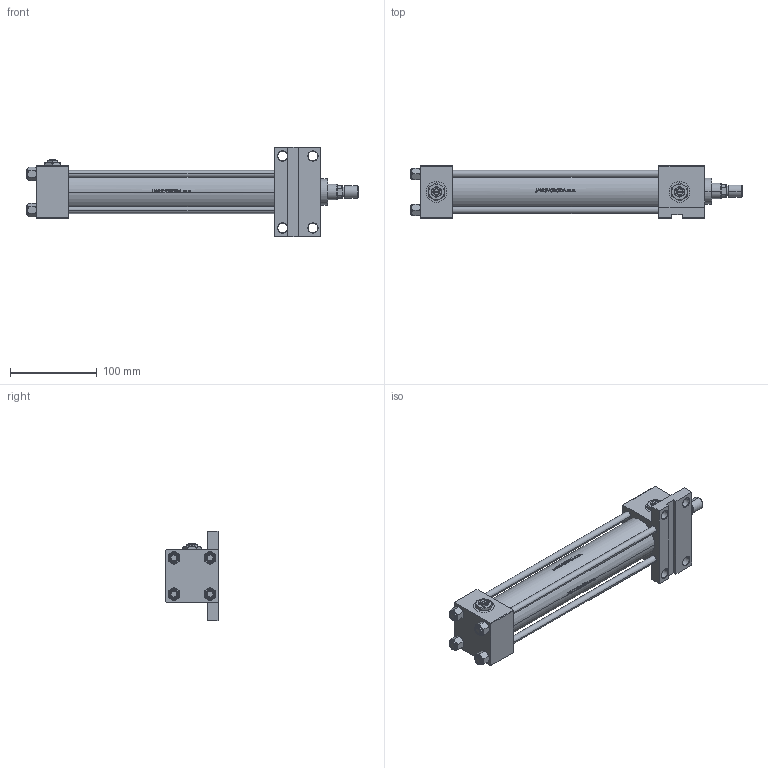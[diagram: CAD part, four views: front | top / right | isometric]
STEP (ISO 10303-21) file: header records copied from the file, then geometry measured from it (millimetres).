
FILE_DESCRIPTION (( 'STEP AP203' ), '1' );
FILE_NAME ('e203.STEP', '2023-01-17T17:59:11', ( '' ), ( '' ), 'SwSTEP 2.0', 'SolidWorks 2019', '' );
FILE_SCHEMA (( 'CONFIG_CONTROL_DESIGN' ));
Length unit declared in the file: millimetre
Products named in the file (8): V215CR_F_TYCINKA 3042c71939dad688cadcf9f5687eda0a; e203; NUT_M5_F 3042c71939dad688cadcf9f5687eda0a; Zatka_pro_OIL_PORT 3042c71939dad688cadcf9f5687eda0a; ROD_END_AH 3042c71939dad688cadcf9f5687eda0a; V215_VC_A 3042c71939dad688cadcf9f5687eda0a; V215CR_VCP_F 3042c71939dad688cadcf9f5687eda0a; V215CR_F_Body 3042c71939dad688cadcf9f5687eda0a
Assembly tree (14 placements, depth 2):
  e203
    V215CR_F_Body 3042c71939dad688cadcf9f5687eda0a
    V215CR_VCP_F 3042c71939dad688cadcf9f5687eda0a
    V215CR_F_TYCINKA 3042c71939dad688cadcf9f5687eda0a  x4
    NUT_M5_F 3042c71939dad688cadcf9f5687eda0a  x4
    V215_VC_A 3042c71939dad688cadcf9f5687eda0a
    ROD_END_AH 3042c71939dad688cadcf9f5687eda0a
    Zatka_pro_OIL_PORT 3042c71939dad688cadcf9f5687eda0a  x2
Bounding box: 383 x 60 x 103 mm (x, y, z)
Volume: 577912.8 mm3; surface area: 192559.1 mm2
Topology: 14 solids, 14 shells, 1241 faces, 3131 edges, 2015 vertices
Faces by surface type: plane 492, bspline 380, cone 198, cylinder 161, torus 10
Entity records: 51374 total; most frequent: CARTESIAN_POINT 26929, ORIENTED_EDGE 5562, DIRECTION 3575, EDGE_CURVE 2781, VERTEX_POINT 1813, VECTOR 1383, LINE 1383, EDGE_LOOP 1198
